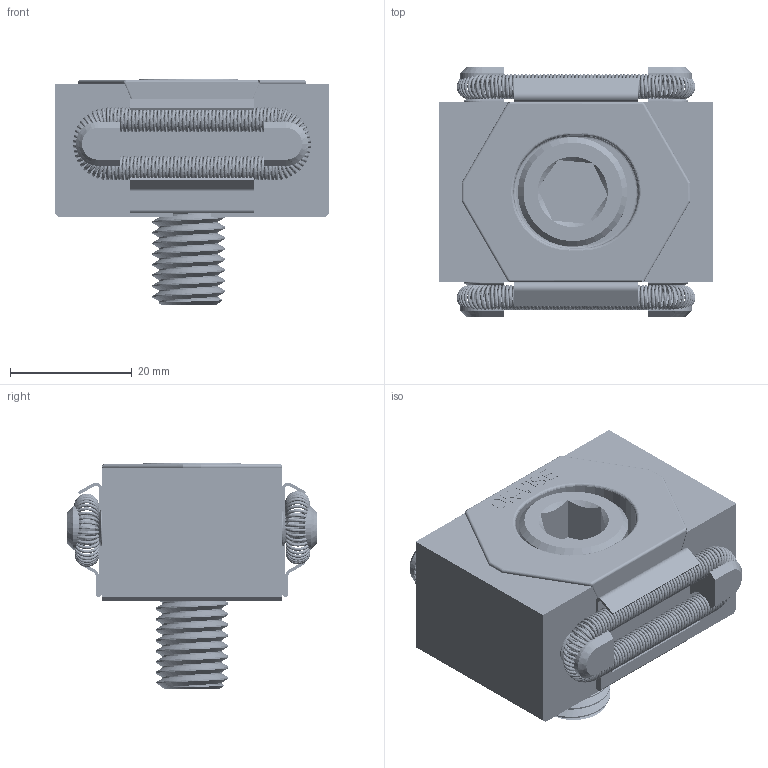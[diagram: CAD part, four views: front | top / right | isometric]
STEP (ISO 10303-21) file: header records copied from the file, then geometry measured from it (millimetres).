
FILE_DESCRIPTION (( 'STEP AP203' ), '1' );
FILE_NAME ('47132.STEP', '2019-11-20T14:05:17', ( 'Marc' ), ( 'Microsoft' ), 'SwSTEP 2.0', 'SolidWorks 2018', '' );
FILE_SCHEMA (( 'CONFIG_CONTROL_DESIGN' ));
Length unit declared in the file: inch
Products named in the file (8): JDK-P_S_D_S_DTY; 47135_47135; PLDK2-VT-S_PLDK2-VT-S; M1225MM SHCS_M1225MM SHCS; 47132; 47137_47137; 47134_47134; JDK P S
Assembly tree (10 placements, depth 3):
  47132
    47137_47137  x2
    47134_47134
    47135_47135  x2
      JDK P S
      JDK-P_S_D_S_DTY
    PLDK2-VT-S_PLDK2-VT-S  x2
    M1225MM SHCS_M1225MM SHCS
Bounding box: 44.96 x 41 x 37 mm (x, y, z)
Volume: 29248.6 mm3; surface area: 19648.5 mm2
Topology: 10 solids, 10 shells, 2474 faces, 6704 edges, 4073 vertices
Faces by surface type: bspline 1642, plane 659, cylinder 152, cone 19, torus 2
Entity records: 62268 total; most frequent: CARTESIAN_POINT 29698, ORIENTED_EDGE 7612, DIRECTION 5988, EDGE_CURVE 3806, AXIS2_PLACEMENT_3D 2582, VERTEX_POINT 2336, CIRCLE 1991, EDGE_LOOP 1422
